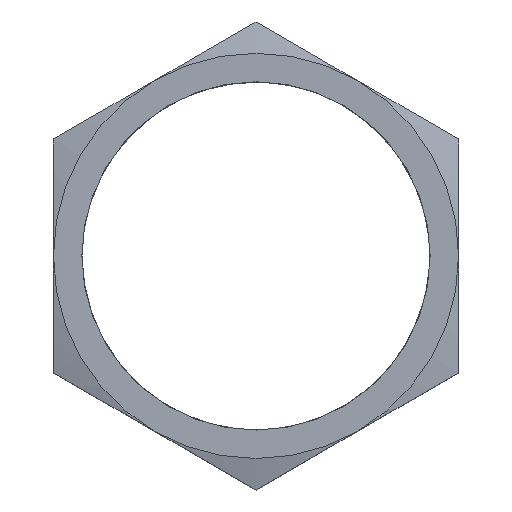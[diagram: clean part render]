
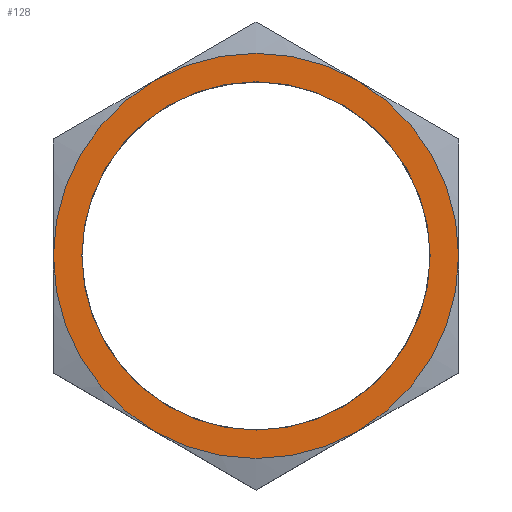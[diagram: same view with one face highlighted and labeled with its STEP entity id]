
A CAD part, top view. The second image highlights one B-rep face of the part: STEP entity #128.
In plain terms, the highlighted planar face has unit normal (0, 0, 1).
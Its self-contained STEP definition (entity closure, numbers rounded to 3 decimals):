
#128=ADVANCED_FACE('',(#162,#163),#153,.F.);
#153=PLANE('',#417);
#162=FACE_BOUND('',#168,.T.);
#163=FACE_BOUND('',#169,.T.);
#168=EDGE_LOOP('',(#196));
#169=EDGE_LOOP('',(#197,#198,#199,#200,#201,#202));
#196=ORIENTED_EDGE('',*,*,#339,.T.);
#197=ORIENTED_EDGE('',*,*,#340,.F.);
#198=ORIENTED_EDGE('',*,*,#341,.F.);
#199=ORIENTED_EDGE('',*,*,#342,.F.);
#200=ORIENTED_EDGE('',*,*,#343,.F.);
#201=ORIENTED_EDGE('',*,*,#344,.F.);
#202=ORIENTED_EDGE('',*,*,#345,.F.);
#306=VERTEX_POINT('',#536);
#307=VERTEX_POINT('',#538);
#308=VERTEX_POINT('',#539);
#309=VERTEX_POINT('',#541);
#310=VERTEX_POINT('',#543);
#311=VERTEX_POINT('',#545);
#312=VERTEX_POINT('',#547);
#339=EDGE_CURVE('',#306,#306,#394,.T.);
#340=EDGE_CURVE('',#307,#308,#395,.T.);
#341=EDGE_CURVE('',#309,#307,#396,.T.);
#342=EDGE_CURVE('',#310,#309,#397,.T.);
#343=EDGE_CURVE('',#311,#310,#398,.T.);
#344=EDGE_CURVE('',#312,#311,#399,.T.);
#345=EDGE_CURVE('',#308,#312,#400,.T.);
#394=CIRCLE('',#410,8.594);
#395=CIRCLE('',#411,10.);
#396=CIRCLE('',#412,10.);
#397=CIRCLE('',#413,10.);
#398=CIRCLE('',#414,10.);
#399=CIRCLE('',#415,10.);
#400=CIRCLE('',#416,10.);
#410=AXIS2_PLACEMENT_3D('',#535,#450,#451);
#411=AXIS2_PLACEMENT_3D('',#537,#452,#453);
#412=AXIS2_PLACEMENT_3D('',#540,#454,#455);
#413=AXIS2_PLACEMENT_3D('',#542,#456,#457);
#414=AXIS2_PLACEMENT_3D('',#544,#458,#459);
#415=AXIS2_PLACEMENT_3D('',#546,#460,#461);
#416=AXIS2_PLACEMENT_3D('',#548,#462,#463);
#417=AXIS2_PLACEMENT_3D('',#549,#464,#465);
#450=DIRECTION('',(0.,0.,-1.));
#451=DIRECTION('',(-1.,0.,0.));
#452=DIRECTION('',(0.,0.,-1.));
#453=DIRECTION('',(-1.,0.,0.));
#454=DIRECTION('',(0.,0.,-1.));
#455=DIRECTION('',(-1.,0.,0.));
#456=DIRECTION('',(0.,0.,-1.));
#457=DIRECTION('',(-1.,0.,0.));
#458=DIRECTION('',(0.,0.,-1.));
#459=DIRECTION('',(-1.,0.,0.));
#460=DIRECTION('',(0.,0.,-1.));
#461=DIRECTION('',(-1.,0.,0.));
#462=DIRECTION('',(0.,0.,-1.));
#463=DIRECTION('',(-1.,0.,0.));
#464=DIRECTION('',(0.,0.,-1.));
#465=DIRECTION('',(-1.,0.,0.));
#535=CARTESIAN_POINT('',(0.,0.,5.));
#536=CARTESIAN_POINT('',(-8.594,0.,5.));
#537=CARTESIAN_POINT('',(0.,0.,5.));
#538=CARTESIAN_POINT('',(-10.,0.,5.));
#539=CARTESIAN_POINT('',(-5.,8.66,5.));
#540=CARTESIAN_POINT('',(0.,0.,5.));
#541=CARTESIAN_POINT('',(-5.,-8.66,5.));
#542=CARTESIAN_POINT('',(0.,0.,5.));
#543=CARTESIAN_POINT('',(5.,-8.66,5.));
#544=CARTESIAN_POINT('',(0.,0.,5.));
#545=CARTESIAN_POINT('',(10.,0.,5.));
#546=CARTESIAN_POINT('',(0.,0.,5.));
#547=CARTESIAN_POINT('',(5.,8.66,5.));
#548=CARTESIAN_POINT('',(0.,0.,5.));
#549=CARTESIAN_POINT('',(-10.,-5.774,5.));
